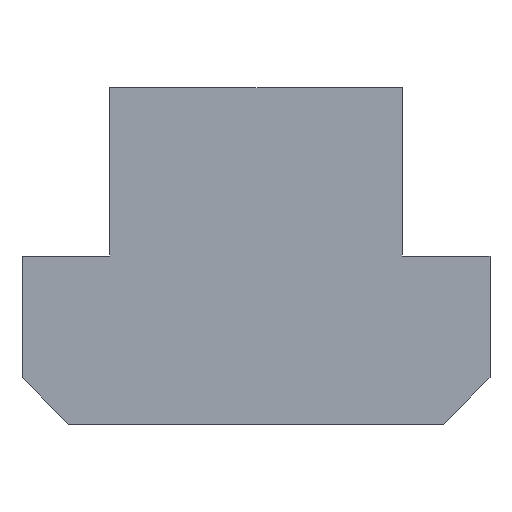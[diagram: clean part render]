
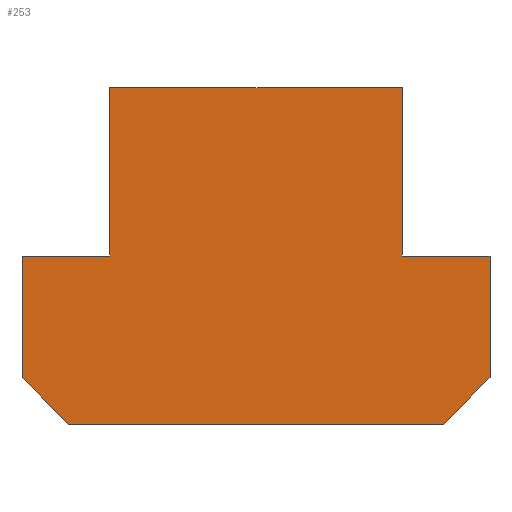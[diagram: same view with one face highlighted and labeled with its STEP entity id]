
A CAD part, front view. The second image highlights one B-rep face of the part: STEP entity #253.
In plain terms, the highlighted planar face has unit normal (0, -1, 0).
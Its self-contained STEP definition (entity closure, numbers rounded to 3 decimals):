
#111=VERTEX_POINT('',#294);
#117=EDGE_CURVE('',#137,#237,#300,.T.);
#129=EDGE_CURVE('',#147,#137,#314,.T.);
#137=VERTEX_POINT('',#322);
#141=EDGE_CURVE('',#111,#259,#327,.T.);
#147=VERTEX_POINT('',#333);
#149=EDGE_CURVE('',#259,#147,#335,.T.);
#159=EDGE_CURVE('',#175,#111,#345,.T.);
#173=EDGE_CURVE('',#185,#175,#363,.T.);
#175=VERTEX_POINT('',#365);
#183=EDGE_CURVE('',#213,#185,#373,.T.);
#185=VERTEX_POINT('',#375);
#213=VERTEX_POINT('',#410);
#217=EDGE_CURVE('',#271,#213,#414,.T.);
#237=VERTEX_POINT('',#435);
#239=EDGE_CURVE('',#237,#257,#437,.T.);
#241=EDGE_CURVE('',#257,#271,#439,.T.);
#253=ADVANCED_FACE('',(#451),#452,.T.);
#257=VERTEX_POINT('',#456);
#259=VERTEX_POINT('',#458);
#271=VERTEX_POINT('',#471);
#294=CARTESIAN_POINT('',(-7.8,-12.5,9.));
#300=LINE('',#494,#495);
#314=LINE('',#516,#517);
#322=CARTESIAN_POINT('',(12.5,-12.5,0.0));
#327=LINE('',#537,#538);
#333=CARTESIAN_POINT('',(7.8,-12.5,0.0));
#335=LINE('',#549,#550);
#345=LINE('',#567,#568);
#363=LINE('',#589,#590);
#365=CARTESIAN_POINT('',(-7.8,-12.5,0.));
#373=LINE('',#604,#605);
#375=CARTESIAN_POINT('',(-12.5,-12.5,0.));
#410=CARTESIAN_POINT('',(-12.5,-12.5,-6.5));
#414=LINE('',#654,#655);
#435=CARTESIAN_POINT('',(12.5,-12.5,-6.5));
#437=LINE('',#687,#688);
#439=LINE('',#691,#692);
#451=FACE_OUTER_BOUND('',#709,.T.);
#452=PLANE('',#710);
#456=CARTESIAN_POINT('',(10.,-12.5,-9.));
#458=CARTESIAN_POINT('',(7.8,-12.5,9.));
#471=CARTESIAN_POINT('',(-10.,-12.5,-9.));
#494=CARTESIAN_POINT('',(12.5,-12.5,-6.5));
#495=VECTOR('',#747,1.0);
#516=CARTESIAN_POINT('',(12.5,-12.5,0.0));
#517=VECTOR('',#767,1.0);
#537=CARTESIAN_POINT('',(7.8,-12.5,9.));
#538=VECTOR('',#779,1.0);
#549=CARTESIAN_POINT('',(7.8,-12.5,0.0));
#550=VECTOR('',#781,1.0);
#567=CARTESIAN_POINT('',(-7.8,-12.5,9.));
#568=VECTOR('',#785,1.0);
#589=CARTESIAN_POINT('',(-7.8,-12.5,0.));
#590=VECTOR('',#813,1.0);
#604=CARTESIAN_POINT('',(-12.5,-12.5,0.));
#605=VECTOR('',#818,1.0);
#654=CARTESIAN_POINT('',(-12.5,-12.5,-6.5));
#655=VECTOR('',#875,1.0);
#687=CARTESIAN_POINT('',(10.,-12.5,-9.));
#688=VECTOR('',#899,1.0);
#691=CARTESIAN_POINT('',(-10.,-12.5,-9.));
#692=VECTOR('',#900,1.0);
#709=EDGE_LOOP('',(#907,#908,#909,#910,#911,#912,#913,#914,#915,#916));
#710=AXIS2_PLACEMENT_3D('',#917,#918,#919);
#747=DIRECTION('',(0.0,0.,-1.0));
#767=DIRECTION('',(1.0,0.0,0.0));
#779=DIRECTION('',(1.0,0.0,0.0));
#781=DIRECTION('',(0.0,0.,-1.0));
#785=DIRECTION('',(0.0,0.,1.0));
#813=DIRECTION('',(1.0,0.0,0.0));
#818=DIRECTION('',(0.0,0.,1.0));
#875=DIRECTION('',(-0.707,0.,0.707));
#899=DIRECTION('',(-0.707,0.,-0.707));
#900=DIRECTION('',(-1.0,0.0,0.0));
#907=ORIENTED_EDGE('',*,*,#239,.F.);
#908=ORIENTED_EDGE('',*,*,#117,.F.);
#909=ORIENTED_EDGE('',*,*,#129,.F.);
#910=ORIENTED_EDGE('',*,*,#149,.F.);
#911=ORIENTED_EDGE('',*,*,#141,.F.);
#912=ORIENTED_EDGE('',*,*,#159,.F.);
#913=ORIENTED_EDGE('',*,*,#173,.F.);
#914=ORIENTED_EDGE('',*,*,#183,.F.);
#915=ORIENTED_EDGE('',*,*,#217,.F.);
#916=ORIENTED_EDGE('',*,*,#241,.F.);
#917=CARTESIAN_POINT('',(0.0,-12.5,-0.67));
#918=DIRECTION('',(0.0,-1.0,0.));
#919=DIRECTION('',(1.0,0.0,0.0));
